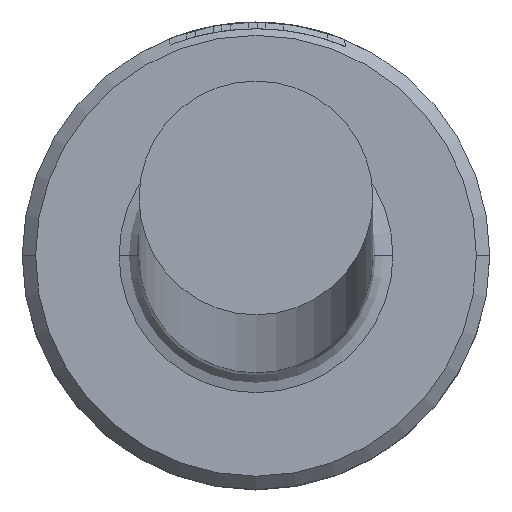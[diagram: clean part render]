
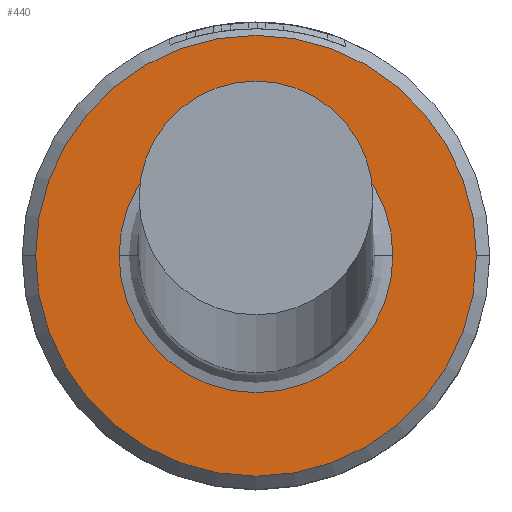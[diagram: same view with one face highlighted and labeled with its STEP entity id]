
A CAD part, top view. The second image highlights one B-rep face of the part: STEP entity #440.
In plain terms, the highlighted planar face has unit normal (0, 0, 1).
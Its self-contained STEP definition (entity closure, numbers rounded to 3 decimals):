
#124 = CARTESIAN_POINT ( 'NONE',  ( 0., 0., 4. ) ) ;
#162 = AXIS2_PLACEMENT_3D ( 'NONE', #798, #439, #1053 ) ;
#222 = DIRECTION ( 'NONE',  ( -1., 0., 0. ) ) ;
#255 = CARTESIAN_POINT ( 'NONE',  ( -3.3, 0., 4. ) ) ;
#270 = DIRECTION ( 'NONE',  ( 0., 0., 1. ) ) ;
#352 = PLANE ( 'NONE',  #162 ) ;
#384 = CIRCLE ( 'NONE', #1147, 2.05 ) ;
#404 = FACE_BOUND ( 'NONE', #1059, .T. ) ;
#408 = ORIENTED_EDGE ( 'NONE', *, *, #597, .T. ) ;
#411 = CARTESIAN_POINT ( 'NONE',  ( -2.05, 0., 4. ) ) ;
#437 = CARTESIAN_POINT ( 'NONE',  ( 0., 0., 4. ) ) ;
#439 = DIRECTION ( 'NONE',  ( 0., 0., 1. ) ) ;
#440 = ADVANCED_FACE ( 'NONE', ( #1025, #404 ), #352, .T. ) ;
#508 = AXIS2_PLACEMENT_3D ( 'NONE', #817, #270, #906 ) ;
#521 = CIRCLE ( 'NONE', #568, 3.3 ) ;
#525 = DIRECTION ( 'NONE',  ( -1., 0., 0. ) ) ;
#550 = CARTESIAN_POINT ( 'NONE',  ( 0., 0., 4. ) ) ;
#568 = AXIS2_PLACEMENT_3D ( 'NONE', #550, #1158, #633 ) ;
#575 = EDGE_CURVE ( 'NONE', #933, #822, #987, .T. ) ;
#597 = EDGE_CURVE ( 'NONE', #822, #933, #521, .T. ) ;
#633 = DIRECTION ( 'NONE',  ( 1., 0., 0. ) ) ;
#767 = CARTESIAN_POINT ( 'NONE',  ( 3.3, 0., 4. ) ) ;
#773 = DIRECTION ( 'NONE',  ( 0., 0., -1. ) ) ;
#798 = CARTESIAN_POINT ( 'NONE',  ( 0., 0., 4. ) ) ;
#810 = ORIENTED_EDGE ( 'NONE', *, *, #575, .T. ) ;
#817 = CARTESIAN_POINT ( 'NONE',  ( 0., 0., 4. ) ) ;
#822 = VERTEX_POINT ( 'NONE', #767 ) ;
#825 = ORIENTED_EDGE ( 'NONE', *, *, #877, .T. ) ;
#831 = CARTESIAN_POINT ( 'NONE',  ( 2.05, 0., 4. ) ) ;
#877 = EDGE_CURVE ( 'NONE', #1140, #1062, #384, .T. ) ;
#906 = DIRECTION ( 'NONE',  ( 1., 0., 0. ) ) ;
#930 = ORIENTED_EDGE ( 'NONE', *, *, #1162, .T. ) ;
#933 = VERTEX_POINT ( 'NONE', #255 ) ;
#946 = EDGE_LOOP ( 'NONE', ( #810, #408 ) ) ;
#987 = CIRCLE ( 'NONE', #508, 3.3 ) ;
#1025 = FACE_OUTER_BOUND ( 'NONE', #946, .T. ) ;
#1052 = DIRECTION ( 'NONE',  ( 0., 0., -1. ) ) ;
#1053 = DIRECTION ( 'NONE',  ( 1., 0., 0. ) ) ;
#1059 = EDGE_LOOP ( 'NONE', ( #825, #930 ) ) ;
#1062 = VERTEX_POINT ( 'NONE', #831 ) ;
#1094 = CIRCLE ( 'NONE', #1161, 2.05 ) ;
#1140 = VERTEX_POINT ( 'NONE', #411 ) ;
#1147 = AXIS2_PLACEMENT_3D ( 'NONE', #124, #773, #222 ) ;
#1158 = DIRECTION ( 'NONE',  ( 0., 0., 1. ) ) ;
#1161 = AXIS2_PLACEMENT_3D ( 'NONE', #437, #1052, #525 ) ;
#1162 = EDGE_CURVE ( 'NONE', #1062, #1140, #1094, .T. ) ;
